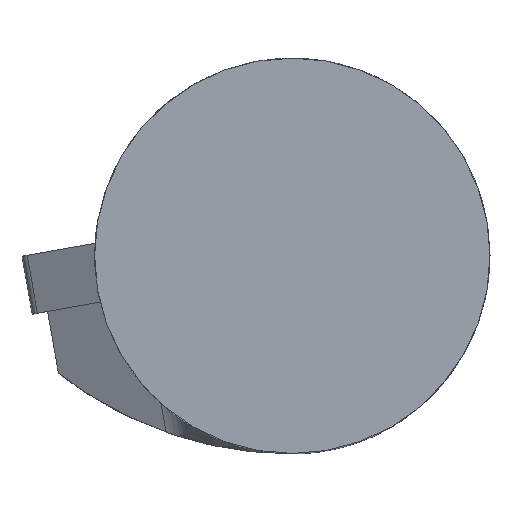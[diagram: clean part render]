
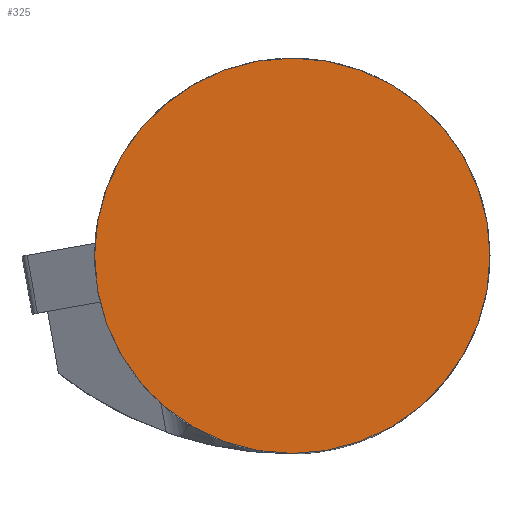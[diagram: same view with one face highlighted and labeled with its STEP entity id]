
A CAD part, top view. The second image highlights one B-rep face of the part: STEP entity #325.
In plain terms, the highlighted planar face has unit normal (0, 0, 1).
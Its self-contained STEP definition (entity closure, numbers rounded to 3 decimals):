
#246=FACE_OUTER_BOUND('',#676,.T.);
#325=ADVANCED_FACE('',(#246),#387,.T.);
#387=PLANE('',#1750);
#676=EDGE_LOOP('',(#949));
#949=ORIENTED_EDGE('',*,*,#1380,.F.);
#1226=VERTEX_POINT('',#2420);
#1380=EDGE_CURVE('',#1226,#1226,#1560,.T.);
#1560=CIRCLE('',#1689,16.);
#1689=AXIS2_PLACEMENT_3D('',#2419,#1903,#1904);
#1750=AXIS2_PLACEMENT_3D('',#2624,#2047,#2048);
#1903=DIRECTION('',(0.,0.,-1.));
#1904=DIRECTION('',(1.,0.,0.));
#2047=DIRECTION('',(0.,0.,1.));
#2048=DIRECTION('',(1.,0.,0.));
#2419=CARTESIAN_POINT('',(0.,0.,0.));
#2420=CARTESIAN_POINT('',(16.,0.,0.));
#2624=CARTESIAN_POINT('',(0.,0.,0.));
